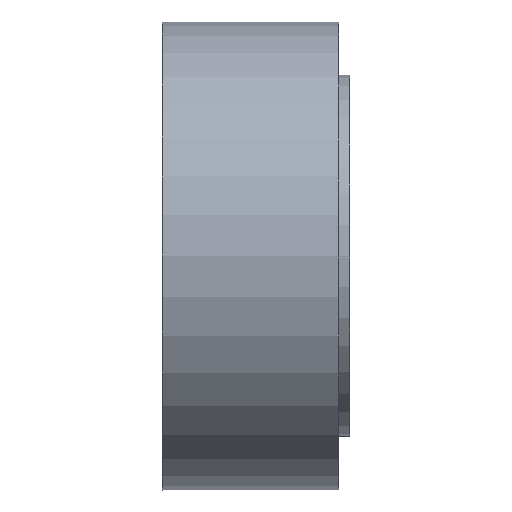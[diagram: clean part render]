
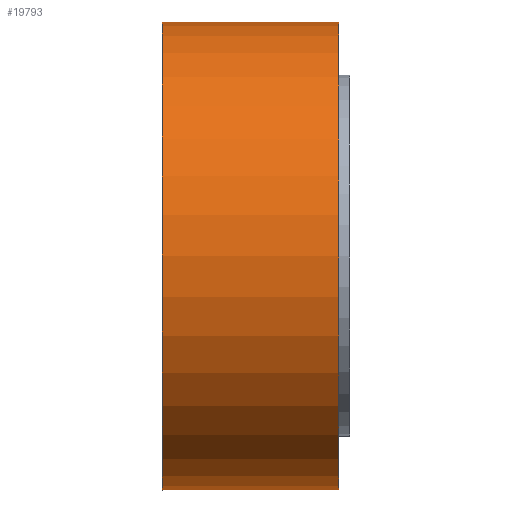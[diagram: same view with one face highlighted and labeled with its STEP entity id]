
A CAD part, front view. The second image highlights one B-rep face of the part: STEP entity #19793.
In plain terms, the highlighted cylindrical face has radius 65.342 mm (diameter 130.683 mm), a partial arc.
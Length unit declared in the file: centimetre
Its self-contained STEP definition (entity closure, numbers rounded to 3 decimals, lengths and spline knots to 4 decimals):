
#190 = LINE ( 'NONE', #8152, #11014 ) ;
#237 = VERTEX_POINT ( 'NONE', #8118 ) ;
#455 = CARTESIAN_POINT ( 'NONE',  ( 2285.7664, 87.05, -6.5342 ) ) ;
#1100 = VERTEX_POINT ( 'NONE', #19893 ) ;
#1228 = CARTESIAN_POINT ( 'NONE',  ( 54.058, 87.05, 0. ) ) ;
#1473 = EDGE_CURVE ( 'NONE', #4483, #1100, #3592, .T. ) ;
#2614 = DIRECTION ( 'NONE',  ( -1., 0., 0. ) ) ;
#3258 = AXIS2_PLACEMENT_3D ( 'NONE', #7075, #5606, #13510 ) ;
#3592 = LINE ( 'NONE', #455, #7394 ) ;
#4257 = CIRCLE ( 'NONE', #15048, 6.5342 ) ;
#4483 = VERTEX_POINT ( 'NONE', #17761 ) ;
#5470 = CARTESIAN_POINT ( 'NONE',  ( 49.1295, 87.05, 0. ) ) ;
#5606 = DIRECTION ( 'NONE',  ( -1., 0., 0. ) ) ;
#5777 = VERTEX_POINT ( 'NONE', #12460 ) ;
#7075 = CARTESIAN_POINT ( 'NONE',  ( 2285.7664, 87.05, 0. ) ) ;
#7394 = VECTOR ( 'NONE', #12777, 100. ) ;
#7581 = CIRCLE ( 'NONE', #12984, 6.5342 ) ;
#8066 = ORIENTED_EDGE ( 'NONE', *, *, #18797, .F. ) ;
#8118 = CARTESIAN_POINT ( 'NONE',  ( 49.1295, 87.05, 6.5342 ) ) ;
#8152 = CARTESIAN_POINT ( 'NONE',  ( 2285.7664, 87.05, 6.5342 ) ) ;
#9160 = EDGE_CURVE ( 'NONE', #5777, #4483, #4257, .T. ) ;
#9616 = DIRECTION ( 'NONE',  ( 0., 0., -1. ) ) ;
#10594 = ORIENTED_EDGE ( 'NONE', *, *, #1473, .T. ) ;
#11014 = VECTOR ( 'NONE', #14929, 100. ) ;
#11722 = CYLINDRICAL_SURFACE ( 'NONE', #3258, 6.5342 ) ;
#11758 = EDGE_CURVE ( 'NONE', #5777, #237, #190, .T. ) ;
#12460 = CARTESIAN_POINT ( 'NONE',  ( 54.058, 87.05, 6.5342 ) ) ;
#12777 = DIRECTION ( 'NONE',  ( -1., 0., 0. ) ) ;
#12961 = ORIENTED_EDGE ( 'NONE', *, *, #9160, .T. ) ;
#12984 = AXIS2_PLACEMENT_3D ( 'NONE', #5470, #2614, #20123 ) ;
#13510 = DIRECTION ( 'NONE',  ( 0., 0., 1. ) ) ;
#14280 = DIRECTION ( 'NONE',  ( -1., 0., 0. ) ) ;
#14637 = ORIENTED_EDGE ( 'NONE', *, *, #11758, .F. ) ;
#14929 = DIRECTION ( 'NONE',  ( -1., 0., 0. ) ) ;
#15048 = AXIS2_PLACEMENT_3D ( 'NONE', #1228, #14280, #9616 ) ;
#15651 = EDGE_LOOP ( 'NONE', ( #12961, #10594, #8066, #14637 ) ) ;
#17761 = CARTESIAN_POINT ( 'NONE',  ( 54.058, 87.05, -6.5342 ) ) ;
#18797 = EDGE_CURVE ( 'NONE', #237, #1100, #7581, .T. ) ;
#19793 = ADVANCED_FACE ( 'NONE', ( #20049 ), #11722, .T. ) ;
#19893 = CARTESIAN_POINT ( 'NONE',  ( 49.1295, 87.05, -6.5342 ) ) ;
#20049 = FACE_OUTER_BOUND ( 'NONE', #15651, .T. ) ;
#20123 = DIRECTION ( 'NONE',  ( 0., 0., 1. ) ) ;
